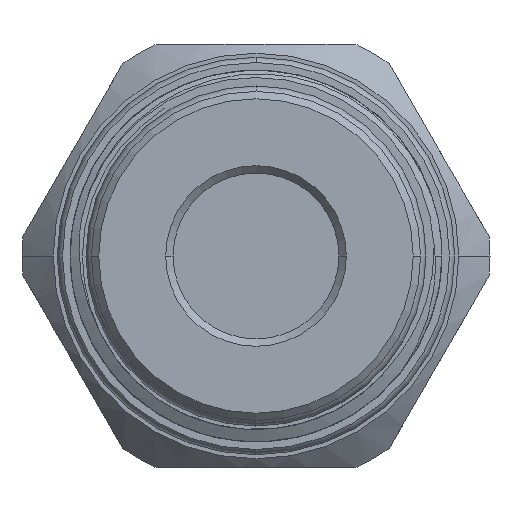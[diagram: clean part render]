
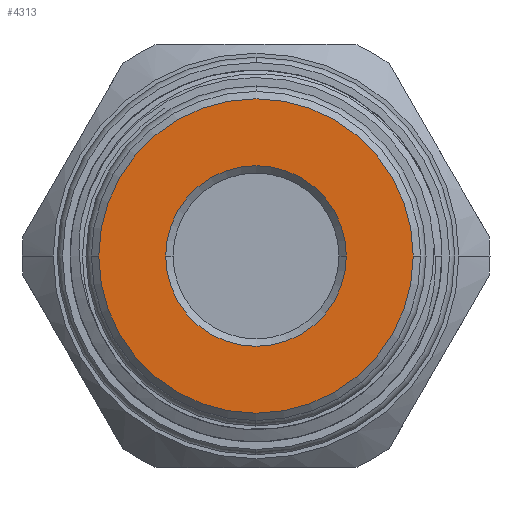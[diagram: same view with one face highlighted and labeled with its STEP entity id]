
A CAD part, left-side view. The second image highlights one B-rep face of the part: STEP entity #4313.
In plain terms, the highlighted planar face has unit normal (-1, 0, 0).
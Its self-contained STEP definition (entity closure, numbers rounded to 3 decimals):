
#423 = AXIS2_PLACEMENT_3D ( 'NONE', #3316, #2233, #969 ) ;
#760 = DIRECTION ( 'NONE',  ( 0., -1., 0. ) ) ;
#782 = AXIS2_PLACEMENT_3D ( 'NONE', #12095, #7568, #6408 ) ;
#785 = DIRECTION ( 'NONE',  ( 0., -1., 0. ) ) ;
#876 = AXIS2_PLACEMENT_3D ( 'NONE', #10362, #3716, #10458 ) ;
#969 = DIRECTION ( 'NONE',  ( 0., -1., 0. ) ) ;
#1115 = CARTESIAN_POINT ( 'NONE',  ( 3.95, 6.1, 0. ) ) ;
#1134 = AXIS2_PLACEMENT_3D ( 'NONE', #14063, #7400, #760 ) ;
#1193 = AXIS2_PLACEMENT_3D ( 'NONE', #12938, #6224, #785 ) ;
#2233 = DIRECTION ( 'NONE',  ( 1., 0., 0. ) ) ;
#3316 = CARTESIAN_POINT ( 'NONE',  ( 3.95, 0., 0. ) ) ;
#3716 = DIRECTION ( 'NONE',  ( 1., 0., 0. ) ) ;
#4313 = ADVANCED_FACE ( 'NONE', ( #7451, #4842 ), #7426, .F. ) ;
#4547 = EDGE_LOOP ( 'NONE', ( #11316, #8273 ) ) ;
#4842 = FACE_OUTER_BOUND ( 'NONE', #12567, .T. ) ;
#4915 = ORIENTED_EDGE ( 'NONE', *, *, #10299, .F. ) ;
#5114 = CARTESIAN_POINT ( 'NONE',  ( 3.95, -6.1, 0. ) ) ;
#5700 = EDGE_CURVE ( 'NONE', #9309, #13271, #10890, .T. ) ;
#5766 = CARTESIAN_POINT ( 'NONE',  ( 3.95, -10.615, 0. ) ) ;
#6224 = DIRECTION ( 'NONE',  ( 1., 0., 0. ) ) ;
#6408 = DIRECTION ( 'NONE',  ( 0., -1., 0. ) ) ;
#6946 = EDGE_CURVE ( 'NONE', #9453, #7718, #11407, .T. ) ;
#7282 = CIRCLE ( 'NONE', #876, 10.615 ) ;
#7400 = DIRECTION ( 'NONE',  ( 1., 0., 0. ) ) ;
#7426 = PLANE ( 'NONE',  #1193 ) ;
#7451 = FACE_BOUND ( 'NONE', #4547, .T. ) ;
#7568 = DIRECTION ( 'NONE',  ( 1., 0., 0. ) ) ;
#7684 = EDGE_CURVE ( 'NONE', #7718, #9453, #12814, .T. ) ;
#7718 = VERTEX_POINT ( 'NONE', #1115 ) ;
#8273 = ORIENTED_EDGE ( 'NONE', *, *, #6946, .T. ) ;
#8747 = ORIENTED_EDGE ( 'NONE', *, *, #5700, .F. ) ;
#9309 = VERTEX_POINT ( 'NONE', #11712 ) ;
#9453 = VERTEX_POINT ( 'NONE', #5114 ) ;
#10299 = EDGE_CURVE ( 'NONE', #13271, #9309, #7282, .T. ) ;
#10362 = CARTESIAN_POINT ( 'NONE',  ( 3.95, 0., 0. ) ) ;
#10458 = DIRECTION ( 'NONE',  ( 0., -1., 0. ) ) ;
#10890 = CIRCLE ( 'NONE', #1134, 10.615 ) ;
#11316 = ORIENTED_EDGE ( 'NONE', *, *, #7684, .T. ) ;
#11407 = CIRCLE ( 'NONE', #782, 6.1 ) ;
#11712 = CARTESIAN_POINT ( 'NONE',  ( 3.95, 10.615, 0. ) ) ;
#12095 = CARTESIAN_POINT ( 'NONE',  ( 3.95, 0., 0. ) ) ;
#12567 = EDGE_LOOP ( 'NONE', ( #4915, #8747 ) ) ;
#12814 = CIRCLE ( 'NONE', #423, 6.1 ) ;
#12938 = CARTESIAN_POINT ( 'NONE',  ( 3.95, 0., 0. ) ) ;
#13271 = VERTEX_POINT ( 'NONE', #5766 ) ;
#14063 = CARTESIAN_POINT ( 'NONE',  ( 3.95, 0., 0. ) ) ;
